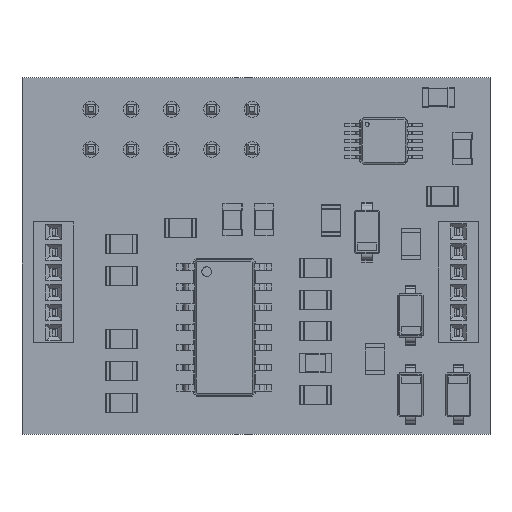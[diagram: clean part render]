
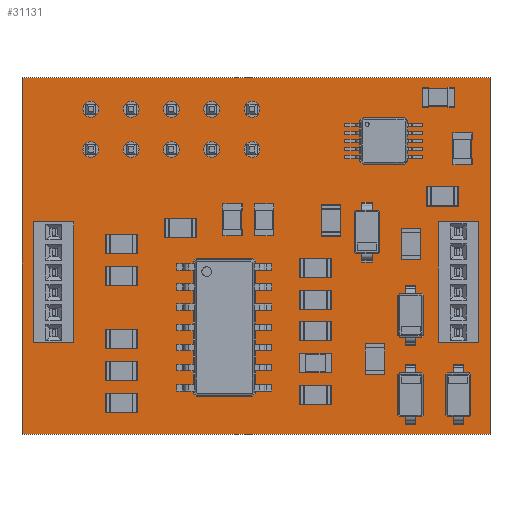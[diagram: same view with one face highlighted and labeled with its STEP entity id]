
A CAD part, top view. The second image highlights one B-rep face of the part: STEP entity #31131.
In plain terms, the highlighted planar face has unit normal (0, 0, 1).
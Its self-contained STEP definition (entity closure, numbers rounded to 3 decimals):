
#30777 = VERTEX_POINT('',#30778);
#30778 = CARTESIAN_POINT('',(169.5,-112.5,1.51));
#30784 = EDGE_CURVE('',#30777,#30785,#30787,.T.);
#30785 = VERTEX_POINT('',#30786);
#30786 = CARTESIAN_POINT('',(140.,-112.5,1.51));
#30787 = LINE('',#30788,#30789);
#30788 = CARTESIAN_POINT('',(169.5,-112.5,1.51));
#30789 = VECTOR('',#30790,1.);
#30790 = DIRECTION('',(-1.,0.,0.));
#30817 = VERTEX_POINT('',#30818);
#30818 = CARTESIAN_POINT('',(169.5,-90.,1.51));
#30824 = EDGE_CURVE('',#30817,#30777,#30825,.T.);
#30825 = LINE('',#30826,#30827);
#30826 = CARTESIAN_POINT('',(169.5,-90.,1.51));
#30827 = VECTOR('',#30828,1.);
#30828 = DIRECTION('',(0.,-1.,0.));
#30846 = EDGE_CURVE('',#30785,#30847,#30849,.T.);
#30847 = VERTEX_POINT('',#30848);
#30848 = CARTESIAN_POINT('',(140.,-90.,1.51));
#30849 = LINE('',#30850,#30851);
#30850 = CARTESIAN_POINT('',(140.,-112.5,1.51));
#30851 = VECTOR('',#30852,1.);
#30852 = DIRECTION('',(0.,1.,0.));
#31131 = ADVANCED_FACE('',(#31132,#31143,#31154,#31165,#31176,#31187,
    #31198,#31209,#31220,#31231,#31242,#31253,#31264,#31275,#31286,
    #31297,#31308,#31319,#31330,#31341,#31352,#31363,#31374),#31385,.T.
  );
#31132 = FACE_BOUND('',#31133,.T.);
#31133 = EDGE_LOOP('',(#31134,#31135,#31136,#31142));
#31134 = ORIENTED_EDGE('',*,*,#30784,.F.);
#31135 = ORIENTED_EDGE('',*,*,#30824,.F.);
#31136 = ORIENTED_EDGE('',*,*,#31137,.F.);
#31137 = EDGE_CURVE('',#30847,#30817,#31138,.T.);
#31138 = LINE('',#31139,#31140);
#31139 = CARTESIAN_POINT('',(140.,-90.,1.51));
#31140 = VECTOR('',#31141,1.);
#31141 = DIRECTION('',(1.,0.,0.));
#31142 = ORIENTED_EDGE('',*,*,#30846,.F.);
#31143 = FACE_BOUND('',#31144,.T.);
#31144 = EDGE_LOOP('',(#31145));
#31145 = ORIENTED_EDGE('',*,*,#31146,.T.);
#31146 = EDGE_CURVE('',#31147,#31147,#31149,.T.);
#31147 = VERTEX_POINT('',#31148);
#31148 = CARTESIAN_POINT('',(142.,-106.45,1.51));
#31149 = CIRCLE('',#31150,0.35);
#31150 = AXIS2_PLACEMENT_3D('',#31151,#31152,#31153);
#31151 = CARTESIAN_POINT('',(142.,-106.1,1.51));
#31152 = DIRECTION('',(-0.,0.,-1.));
#31153 = DIRECTION('',(-0.,-1.,0.));
#31154 = FACE_BOUND('',#31155,.T.);
#31155 = EDGE_LOOP('',(#31156));
#31156 = ORIENTED_EDGE('',*,*,#31157,.T.);
#31157 = EDGE_CURVE('',#31158,#31158,#31160,.T.);
#31158 = VERTEX_POINT('',#31159);
#31159 = CARTESIAN_POINT('',(142.,-105.18,1.51));
#31160 = CIRCLE('',#31161,0.35);
#31161 = AXIS2_PLACEMENT_3D('',#31162,#31163,#31164);
#31162 = CARTESIAN_POINT('',(142.,-104.83,1.51));
#31163 = DIRECTION('',(-0.,0.,-1.));
#31164 = DIRECTION('',(-0.,-1.,0.));
#31165 = FACE_BOUND('',#31166,.T.);
#31166 = EDGE_LOOP('',(#31167));
#31167 = ORIENTED_EDGE('',*,*,#31168,.T.);
#31168 = EDGE_CURVE('',#31169,#31169,#31171,.T.);
#31169 = VERTEX_POINT('',#31170);
#31170 = CARTESIAN_POINT('',(142.,-103.91,1.51));
#31171 = CIRCLE('',#31172,0.35);
#31172 = AXIS2_PLACEMENT_3D('',#31173,#31174,#31175);
#31173 = CARTESIAN_POINT('',(142.,-103.56,1.51));
#31174 = DIRECTION('',(-0.,0.,-1.));
#31175 = DIRECTION('',(-0.,-1.,0.));
#31176 = FACE_BOUND('',#31177,.T.);
#31177 = EDGE_LOOP('',(#31178));
#31178 = ORIENTED_EDGE('',*,*,#31179,.T.);
#31179 = EDGE_CURVE('',#31180,#31180,#31182,.T.);
#31180 = VERTEX_POINT('',#31181);
#31181 = CARTESIAN_POINT('',(142.,-102.64,1.51));
#31182 = CIRCLE('',#31183,0.35);
#31183 = AXIS2_PLACEMENT_3D('',#31184,#31185,#31186);
#31184 = CARTESIAN_POINT('',(142.,-102.29,1.51));
#31185 = DIRECTION('',(-0.,0.,-1.));
#31186 = DIRECTION('',(-0.,-1.,0.));
#31187 = FACE_BOUND('',#31188,.T.);
#31188 = EDGE_LOOP('',(#31189));
#31189 = ORIENTED_EDGE('',*,*,#31190,.T.);
#31190 = EDGE_CURVE('',#31191,#31191,#31193,.T.);
#31191 = VERTEX_POINT('',#31192);
#31192 = CARTESIAN_POINT('',(142.,-101.37,1.51));
#31193 = CIRCLE('',#31194,0.35);
#31194 = AXIS2_PLACEMENT_3D('',#31195,#31196,#31197);
#31195 = CARTESIAN_POINT('',(142.,-101.02,1.51));
#31196 = DIRECTION('',(-0.,0.,-1.));
#31197 = DIRECTION('',(-0.,-1.,0.));
#31198 = FACE_BOUND('',#31199,.T.);
#31199 = EDGE_LOOP('',(#31200));
#31200 = ORIENTED_EDGE('',*,*,#31201,.T.);
#31201 = EDGE_CURVE('',#31202,#31202,#31204,.T.);
#31202 = VERTEX_POINT('',#31203);
#31203 = CARTESIAN_POINT('',(142.,-100.1,1.51));
#31204 = CIRCLE('',#31205,0.35);
#31205 = AXIS2_PLACEMENT_3D('',#31206,#31207,#31208);
#31206 = CARTESIAN_POINT('',(142.,-99.75,1.51));
#31207 = DIRECTION('',(-0.,0.,-1.));
#31208 = DIRECTION('',(-0.,-1.,0.));
#31209 = FACE_BOUND('',#31210,.T.);
#31210 = EDGE_LOOP('',(#31211));
#31211 = ORIENTED_EDGE('',*,*,#31212,.T.);
#31212 = EDGE_CURVE('',#31213,#31213,#31215,.T.);
#31213 = VERTEX_POINT('',#31214);
#31214 = CARTESIAN_POINT('',(167.5,-106.43,1.51));
#31215 = CIRCLE('',#31216,0.35);
#31216 = AXIS2_PLACEMENT_3D('',#31217,#31218,#31219);
#31217 = CARTESIAN_POINT('',(167.5,-106.08,1.51));
#31218 = DIRECTION('',(-0.,0.,-1.));
#31219 = DIRECTION('',(-0.,-1.,0.));
#31220 = FACE_BOUND('',#31221,.T.);
#31221 = EDGE_LOOP('',(#31222));
#31222 = ORIENTED_EDGE('',*,*,#31223,.T.);
#31223 = EDGE_CURVE('',#31224,#31224,#31226,.T.);
#31224 = VERTEX_POINT('',#31225);
#31225 = CARTESIAN_POINT('',(167.5,-105.16,1.51));
#31226 = CIRCLE('',#31227,0.35);
#31227 = AXIS2_PLACEMENT_3D('',#31228,#31229,#31230);
#31228 = CARTESIAN_POINT('',(167.5,-104.81,1.51));
#31229 = DIRECTION('',(-0.,0.,-1.));
#31230 = DIRECTION('',(-0.,-1.,0.));
#31231 = FACE_BOUND('',#31232,.T.);
#31232 = EDGE_LOOP('',(#31233));
#31233 = ORIENTED_EDGE('',*,*,#31234,.T.);
#31234 = EDGE_CURVE('',#31235,#31235,#31237,.T.);
#31235 = VERTEX_POINT('',#31236);
#31236 = CARTESIAN_POINT('',(167.5,-103.89,1.51));
#31237 = CIRCLE('',#31238,0.35);
#31238 = AXIS2_PLACEMENT_3D('',#31239,#31240,#31241);
#31239 = CARTESIAN_POINT('',(167.5,-103.54,1.51));
#31240 = DIRECTION('',(-0.,0.,-1.));
#31241 = DIRECTION('',(-0.,-1.,0.));
#31242 = FACE_BOUND('',#31243,.T.);
#31243 = EDGE_LOOP('',(#31244));
#31244 = ORIENTED_EDGE('',*,*,#31245,.T.);
#31245 = EDGE_CURVE('',#31246,#31246,#31248,.T.);
#31246 = VERTEX_POINT('',#31247);
#31247 = CARTESIAN_POINT('',(167.5,-102.62,1.51));
#31248 = CIRCLE('',#31249,0.35);
#31249 = AXIS2_PLACEMENT_3D('',#31250,#31251,#31252);
#31250 = CARTESIAN_POINT('',(167.5,-102.27,1.51));
#31251 = DIRECTION('',(-0.,0.,-1.));
#31252 = DIRECTION('',(-0.,-1.,0.));
#31253 = FACE_BOUND('',#31254,.T.);
#31254 = EDGE_LOOP('',(#31255));
#31255 = ORIENTED_EDGE('',*,*,#31256,.T.);
#31256 = EDGE_CURVE('',#31257,#31257,#31259,.T.);
#31257 = VERTEX_POINT('',#31258);
#31258 = CARTESIAN_POINT('',(167.5,-101.35,1.51));
#31259 = CIRCLE('',#31260,0.35);
#31260 = AXIS2_PLACEMENT_3D('',#31261,#31262,#31263);
#31261 = CARTESIAN_POINT('',(167.5,-101.,1.51));
#31262 = DIRECTION('',(-0.,0.,-1.));
#31263 = DIRECTION('',(-0.,-1.,0.));
#31264 = FACE_BOUND('',#31265,.T.);
#31265 = EDGE_LOOP('',(#31266));
#31266 = ORIENTED_EDGE('',*,*,#31267,.T.);
#31267 = EDGE_CURVE('',#31268,#31268,#31270,.T.);
#31268 = VERTEX_POINT('',#31269);
#31269 = CARTESIAN_POINT('',(167.5,-100.08,1.51));
#31270 = CIRCLE('',#31271,0.35);
#31271 = AXIS2_PLACEMENT_3D('',#31272,#31273,#31274);
#31272 = CARTESIAN_POINT('',(167.5,-99.73,1.51));
#31273 = DIRECTION('',(-0.,0.,-1.));
#31274 = DIRECTION('',(-0.,-1.,0.));
#31275 = FACE_BOUND('',#31276,.T.);
#31276 = EDGE_LOOP('',(#31277));
#31277 = ORIENTED_EDGE('',*,*,#31278,.T.);
#31278 = EDGE_CURVE('',#31279,#31279,#31281,.T.);
#31279 = VERTEX_POINT('',#31280);
#31280 = CARTESIAN_POINT('',(144.34,-95.04,1.51));
#31281 = CIRCLE('',#31282,0.5);
#31282 = AXIS2_PLACEMENT_3D('',#31283,#31284,#31285);
#31283 = CARTESIAN_POINT('',(144.34,-94.54,1.51));
#31284 = DIRECTION('',(-0.,0.,-1.));
#31285 = DIRECTION('',(-0.,-1.,0.));
#31286 = FACE_BOUND('',#31287,.T.);
#31287 = EDGE_LOOP('',(#31288));
#31288 = ORIENTED_EDGE('',*,*,#31289,.T.);
#31289 = EDGE_CURVE('',#31290,#31290,#31292,.T.);
#31290 = VERTEX_POINT('',#31291);
#31291 = CARTESIAN_POINT('',(146.88,-95.04,1.51));
#31292 = CIRCLE('',#31293,0.5);
#31293 = AXIS2_PLACEMENT_3D('',#31294,#31295,#31296);
#31294 = CARTESIAN_POINT('',(146.88,-94.54,1.51));
#31295 = DIRECTION('',(-0.,0.,-1.));
#31296 = DIRECTION('',(-0.,-1.,0.));
#31297 = FACE_BOUND('',#31298,.T.);
#31298 = EDGE_LOOP('',(#31299));
#31299 = ORIENTED_EDGE('',*,*,#31300,.T.);
#31300 = EDGE_CURVE('',#31301,#31301,#31303,.T.);
#31301 = VERTEX_POINT('',#31302);
#31302 = CARTESIAN_POINT('',(144.34,-92.5,1.51));
#31303 = CIRCLE('',#31304,0.5);
#31304 = AXIS2_PLACEMENT_3D('',#31305,#31306,#31307);
#31305 = CARTESIAN_POINT('',(144.34,-92.,1.51));
#31306 = DIRECTION('',(-0.,0.,-1.));
#31307 = DIRECTION('',(-0.,-1.,0.));
#31308 = FACE_BOUND('',#31309,.T.);
#31309 = EDGE_LOOP('',(#31310));
#31310 = ORIENTED_EDGE('',*,*,#31311,.T.);
#31311 = EDGE_CURVE('',#31312,#31312,#31314,.T.);
#31312 = VERTEX_POINT('',#31313);
#31313 = CARTESIAN_POINT('',(146.88,-92.5,1.51));
#31314 = CIRCLE('',#31315,0.5);
#31315 = AXIS2_PLACEMENT_3D('',#31316,#31317,#31318);
#31316 = CARTESIAN_POINT('',(146.88,-92.,1.51));
#31317 = DIRECTION('',(-0.,0.,-1.));
#31318 = DIRECTION('',(-0.,-1.,0.));
#31319 = FACE_BOUND('',#31320,.T.);
#31320 = EDGE_LOOP('',(#31321));
#31321 = ORIENTED_EDGE('',*,*,#31322,.T.);
#31322 = EDGE_CURVE('',#31323,#31323,#31325,.T.);
#31323 = VERTEX_POINT('',#31324);
#31324 = CARTESIAN_POINT('',(149.42,-95.04,1.51));
#31325 = CIRCLE('',#31326,0.5);
#31326 = AXIS2_PLACEMENT_3D('',#31327,#31328,#31329);
#31327 = CARTESIAN_POINT('',(149.42,-94.54,1.51));
#31328 = DIRECTION('',(-0.,0.,-1.));
#31329 = DIRECTION('',(-0.,-1.,0.));
#31330 = FACE_BOUND('',#31331,.T.);
#31331 = EDGE_LOOP('',(#31332));
#31332 = ORIENTED_EDGE('',*,*,#31333,.T.);
#31333 = EDGE_CURVE('',#31334,#31334,#31336,.T.);
#31334 = VERTEX_POINT('',#31335);
#31335 = CARTESIAN_POINT('',(151.96,-95.04,1.51));
#31336 = CIRCLE('',#31337,0.5);
#31337 = AXIS2_PLACEMENT_3D('',#31338,#31339,#31340);
#31338 = CARTESIAN_POINT('',(151.96,-94.54,1.51));
#31339 = DIRECTION('',(-0.,0.,-1.));
#31340 = DIRECTION('',(-0.,-1.,0.));
#31341 = FACE_BOUND('',#31342,.T.);
#31342 = EDGE_LOOP('',(#31343));
#31343 = ORIENTED_EDGE('',*,*,#31344,.T.);
#31344 = EDGE_CURVE('',#31345,#31345,#31347,.T.);
#31345 = VERTEX_POINT('',#31346);
#31346 = CARTESIAN_POINT('',(154.5,-95.04,1.51));
#31347 = CIRCLE('',#31348,0.5);
#31348 = AXIS2_PLACEMENT_3D('',#31349,#31350,#31351);
#31349 = CARTESIAN_POINT('',(154.5,-94.54,1.51));
#31350 = DIRECTION('',(-0.,0.,-1.));
#31351 = DIRECTION('',(-0.,-1.,0.));
#31352 = FACE_BOUND('',#31353,.T.);
#31353 = EDGE_LOOP('',(#31354));
#31354 = ORIENTED_EDGE('',*,*,#31355,.T.);
#31355 = EDGE_CURVE('',#31356,#31356,#31358,.T.);
#31356 = VERTEX_POINT('',#31357);
#31357 = CARTESIAN_POINT('',(149.42,-92.5,1.51));
#31358 = CIRCLE('',#31359,0.5);
#31359 = AXIS2_PLACEMENT_3D('',#31360,#31361,#31362);
#31360 = CARTESIAN_POINT('',(149.42,-92.,1.51));
#31361 = DIRECTION('',(-0.,0.,-1.));
#31362 = DIRECTION('',(-0.,-1.,0.));
#31363 = FACE_BOUND('',#31364,.T.);
#31364 = EDGE_LOOP('',(#31365));
#31365 = ORIENTED_EDGE('',*,*,#31366,.T.);
#31366 = EDGE_CURVE('',#31367,#31367,#31369,.T.);
#31367 = VERTEX_POINT('',#31368);
#31368 = CARTESIAN_POINT('',(151.96,-92.5,1.51));
#31369 = CIRCLE('',#31370,0.5);
#31370 = AXIS2_PLACEMENT_3D('',#31371,#31372,#31373);
#31371 = CARTESIAN_POINT('',(151.96,-92.,1.51));
#31372 = DIRECTION('',(-0.,0.,-1.));
#31373 = DIRECTION('',(-0.,-1.,0.));
#31374 = FACE_BOUND('',#31375,.T.);
#31375 = EDGE_LOOP('',(#31376));
#31376 = ORIENTED_EDGE('',*,*,#31377,.T.);
#31377 = EDGE_CURVE('',#31378,#31378,#31380,.T.);
#31378 = VERTEX_POINT('',#31379);
#31379 = CARTESIAN_POINT('',(154.5,-92.5,1.51));
#31380 = CIRCLE('',#31381,0.5);
#31381 = AXIS2_PLACEMENT_3D('',#31382,#31383,#31384);
#31382 = CARTESIAN_POINT('',(154.5,-92.,1.51));
#31383 = DIRECTION('',(-0.,0.,-1.));
#31384 = DIRECTION('',(-0.,-1.,0.));
#31385 = PLANE('',#31386);
#31386 = AXIS2_PLACEMENT_3D('',#31387,#31388,#31389);
#31387 = CARTESIAN_POINT('',(0.,0.,1.51));
#31388 = DIRECTION('',(0.,0.,1.));
#31389 = DIRECTION('',(1.,0.,-0.));
